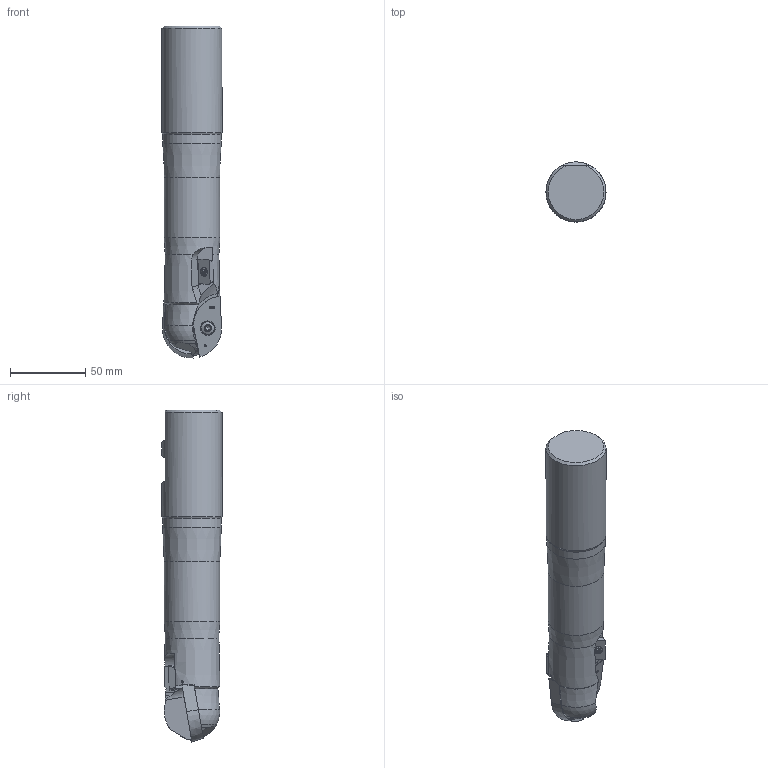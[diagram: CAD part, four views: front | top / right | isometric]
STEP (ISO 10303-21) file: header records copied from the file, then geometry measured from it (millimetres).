
FILE_DESCRIPTION(/* description */ (''),/* implementation_level */ '2;1');
FILE_NAME(/* name */ '1580292689524.stp',/* time_stamp */ '2020-01-29T15:41:45+05:00',/* author */ (''),/* organization */ ('SMS'),/* preprocessor_version */ 'ST-DEVELOPER v16.7',/* originating_system */ 'SIEMENS PLM Software NX 12.0',/* authorisation */ '');
FILE_SCHEMA (('AUTOMOTIVE_DESIGN { 1 0 10303 214 3 1 1 1 }'));
Length unit declared in the file: millimetre
Products named in the file (5): ASSEMBLY_CONSTRUCTION; 202371873mod000_00; 202032859mod000_00; 202385732mod000_00; 202385772mod000_00
Assembly tree (6 placements, depth 2):
  202385772mod000_00
    202385732mod000_00
    202032859mod000_00  x2
    202371873mod000_00  x2
    ASSEMBLY_CONSTRUCTION
Bounding box: 39.99 x 39.99 x 220.98 mm (x, y, z)
Volume: 227633.1 mm3; surface area: 33305.4 mm2
Topology: 5 solids, 5 shells, 325 faces, 841 edges, 556 vertices
Faces by surface type: plane 144, cone 65, extrusion 48, cylinder 40, torus 17, sphere 10, bspline 1
Full cylindrical faces by diameter (mm): 1.5 x3, 3.5 x2, 4.4 x2, 5.25 x2, 5.35 x2, 6 x2, 7 x2, 8.45 x2, 37 x1, 39 x1, 39.992 x1
Entity records: 11490 total; most frequent: CARTESIAN_POINT 4347, DIRECTION 1447, ORIENTED_EDGE 1366, EDGE_CURVE 683, AXIS2_PLACEMENT_3D 578, VERTEX_POINT 463, EDGE_LOOP 359, ADVANCED_FACE 294
